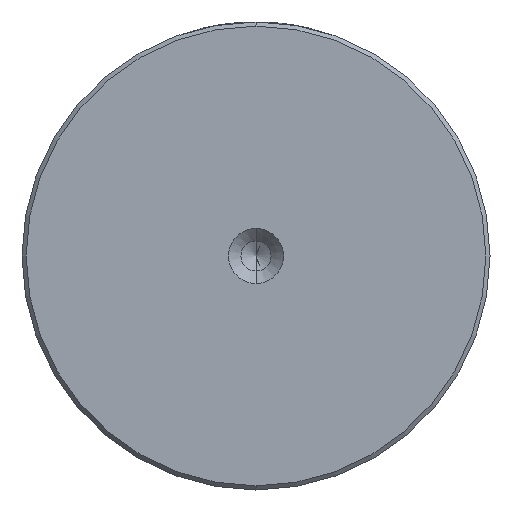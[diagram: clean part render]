
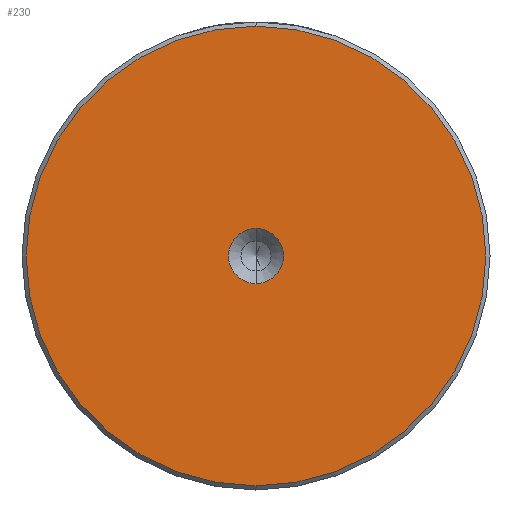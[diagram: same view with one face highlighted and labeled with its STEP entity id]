
A CAD part, left-side view. The second image highlights one B-rep face of the part: STEP entity #230.
In plain terms, the highlighted planar face has unit normal (-1, 0, 0).
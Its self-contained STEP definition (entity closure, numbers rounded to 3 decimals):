
#118 = ORIENTED_EDGE ( 'NONE', *, *, #1905, .T. ) ;
#138 = DIRECTION ( 'NONE',  ( -1., 0., 0. ) ) ;
#230 = ADVANCED_FACE ( 'NONE', ( #2213, #575 ), #1795, .T. ) ;
#236 = CARTESIAN_POINT ( 'NONE',  ( 0., 0., 0. ) ) ;
#256 = CIRCLE ( 'NONE', #1893, 3.3 ) ;
#326 = EDGE_LOOP ( 'NONE', ( #2538, #118 ) ) ;
#442 = DIRECTION ( 'NONE',  ( 0., 0., 1. ) ) ;
#464 = DIRECTION ( 'NONE',  ( -1., 0., 0. ) ) ;
#474 = DIRECTION ( 'NONE',  ( -1., 0., 0. ) ) ;
#509 = EDGE_CURVE ( 'NONE', #1006, #1402, #256, .T. ) ;
#523 = CIRCLE ( 'NONE', #1873, 3.3 ) ;
#575 = FACE_BOUND ( 'NONE', #1395, .T. ) ;
#702 = CARTESIAN_POINT ( 'NONE',  ( 0., 0., -27.5 ) ) ;
#744 = CARTESIAN_POINT ( 'NONE',  ( 0., 0., 27.5 ) ) ;
#951 = ORIENTED_EDGE ( 'NONE', *, *, #509, .F. ) ;
#958 = CIRCLE ( 'NONE', #2129, 27.5 ) ;
#1006 = VERTEX_POINT ( 'NONE', #1162 ) ;
#1029 = VERTEX_POINT ( 'NONE', #744 ) ;
#1048 = EDGE_CURVE ( 'NONE', #1414, #1029, #1503, .T. ) ;
#1162 = CARTESIAN_POINT ( 'NONE',  ( 0., 0., -3.3 ) ) ;
#1235 = AXIS2_PLACEMENT_3D ( 'NONE', #1918, #1743, #1701 ) ;
#1318 = CARTESIAN_POINT ( 'NONE',  ( 0., 0., 3.3 ) ) ;
#1394 = CARTESIAN_POINT ( 'NONE',  ( 0., 0., 0. ) ) ;
#1395 = EDGE_LOOP ( 'NONE', ( #2059, #951 ) ) ;
#1402 = VERTEX_POINT ( 'NONE', #1318 ) ;
#1414 = VERTEX_POINT ( 'NONE', #702 ) ;
#1503 = CIRCLE ( 'NONE', #2644, 27.5 ) ;
#1604 = DIRECTION ( 'NONE',  ( 0., 0., 1. ) ) ;
#1701 = DIRECTION ( 'NONE',  ( 0., 0., 1. ) ) ;
#1709 = DIRECTION ( 'NONE',  ( -1., 0., 0. ) ) ;
#1737 = CARTESIAN_POINT ( 'NONE',  ( 0., 0., 0. ) ) ;
#1743 = DIRECTION ( 'NONE',  ( -1., 0., 0. ) ) ;
#1751 = CARTESIAN_POINT ( 'NONE',  ( 0., 0., 0. ) ) ;
#1795 = PLANE ( 'NONE',  #1235 ) ;
#1873 = AXIS2_PLACEMENT_3D ( 'NONE', #236, #1709, #442 ) ;
#1893 = AXIS2_PLACEMENT_3D ( 'NONE', #1751, #474, #1965 ) ;
#1905 = EDGE_CURVE ( 'NONE', #1029, #1414, #958, .T. ) ;
#1918 = CARTESIAN_POINT ( 'NONE',  ( 0., 0., 0. ) ) ;
#1949 = DIRECTION ( 'NONE',  ( 0., 0., 1. ) ) ;
#1965 = DIRECTION ( 'NONE',  ( 0., 0., 1. ) ) ;
#2059 = ORIENTED_EDGE ( 'NONE', *, *, #2346, .F. ) ;
#2129 = AXIS2_PLACEMENT_3D ( 'NONE', #1737, #464, #1949 ) ;
#2213 = FACE_OUTER_BOUND ( 'NONE', #326, .T. ) ;
#2346 = EDGE_CURVE ( 'NONE', #1402, #1006, #523, .T. ) ;
#2538 = ORIENTED_EDGE ( 'NONE', *, *, #1048, .T. ) ;
#2644 = AXIS2_PLACEMENT_3D ( 'NONE', #1394, #138, #1604 ) ;
